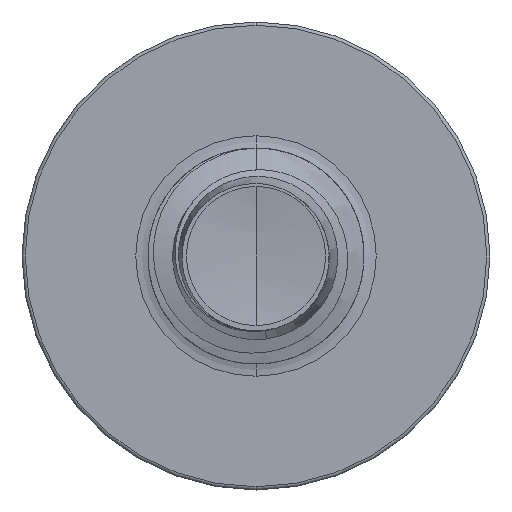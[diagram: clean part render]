
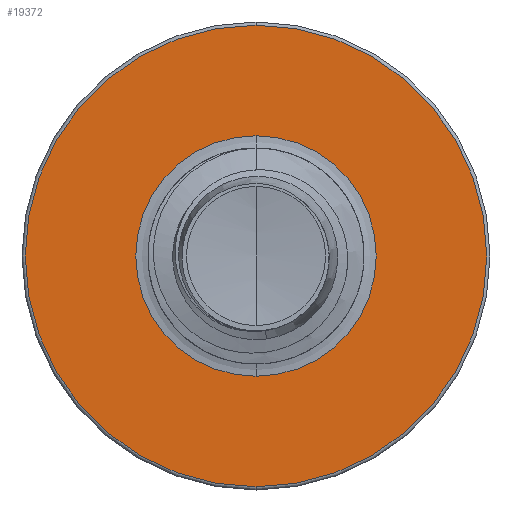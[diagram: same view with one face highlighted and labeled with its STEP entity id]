
A CAD part, front view. The second image highlights one B-rep face of the part: STEP entity #19372.
In plain terms, the highlighted planar face has unit normal (0, -1, 0).
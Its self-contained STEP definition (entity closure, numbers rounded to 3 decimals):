
#470 = CARTESIAN_POINT ( 'NONE',  ( 0., 9., -1.67 ) ) ;
#1885 = DIRECTION ( 'NONE',  ( 0., 1., 0. ) ) ;
#2512 = DIRECTION ( 'NONE',  ( 0., 1., 0. ) ) ;
#2581 = ORIENTED_EDGE ( 'NONE', *, *, #7867, .T. ) ;
#2840 = VERTEX_POINT ( 'NONE', #10090 ) ;
#3396 = EDGE_LOOP ( 'NONE', ( #21907, #2581 ) ) ;
#4007 = DIRECTION ( 'NONE',  ( 0., 1., 0. ) ) ;
#4997 = EDGE_CURVE ( 'NONE', #2840, #13729, #23716, .T. ) ;
#5437 = CIRCLE ( 'NONE', #11280, 1.67 ) ;
#7197 = DIRECTION ( 'NONE',  ( 0., 0., 1. ) ) ;
#7867 = EDGE_CURVE ( 'NONE', #17444, #12579, #15938, .T. ) ;
#7892 = AXIS2_PLACEMENT_3D ( 'NONE', #13986, #1885, #15766 ) ;
#8767 = CARTESIAN_POINT ( 'NONE',  ( 0., 9., -1.67 ) ) ;
#9198 = EDGE_CURVE ( 'NONE', #13729, #2840, #22992, .T. ) ;
#9226 = CARTESIAN_POINT ( 'NONE',  ( 0., 9., 1.67 ) ) ;
#9267 = CARTESIAN_POINT ( 'NONE',  ( 0., 9., -3.205 ) ) ;
#10090 = CARTESIAN_POINT ( 'NONE',  ( 0., 9., 3.205 ) ) ;
#10747 = AXIS2_PLACEMENT_3D ( 'NONE', #21466, #10995, #23091 ) ;
#10995 = DIRECTION ( 'NONE',  ( 0., 1., 0. ) ) ;
#11280 = AXIS2_PLACEMENT_3D ( 'NONE', #14500, #2512, #16258 ) ;
#12579 = VERTEX_POINT ( 'NONE', #9226 ) ;
#12764 = ORIENTED_EDGE ( 'NONE', *, *, #9198, .F. ) ;
#13097 = FACE_BOUND ( 'NONE', #3396, .T. ) ;
#13406 = EDGE_CURVE ( 'NONE', #12579, #17444, #5437, .T. ) ;
#13655 = FACE_OUTER_BOUND ( 'NONE', #17791, .T. ) ;
#13729 = VERTEX_POINT ( 'NONE', #9267 ) ;
#13986 = CARTESIAN_POINT ( 'NONE',  ( 0., 9., 0. ) ) ;
#14500 = CARTESIAN_POINT ( 'NONE',  ( 0., 9., 0. ) ) ;
#15665 = CARTESIAN_POINT ( 'NONE',  ( 0., 9., 0. ) ) ;
#15766 = DIRECTION ( 'NONE',  ( 0., 0., 1. ) ) ;
#15938 = CIRCLE ( 'NONE', #10747, 1.67 ) ;
#15957 = AXIS2_PLACEMENT_3D ( 'NONE', #15665, #4007, #17393 ) ;
#16258 = DIRECTION ( 'NONE',  ( 0., 0., 1. ) ) ;
#17393 = DIRECTION ( 'NONE',  ( 0., 0., 1. ) ) ;
#17444 = VERTEX_POINT ( 'NONE', #8767 ) ;
#17791 = EDGE_LOOP ( 'NONE', ( #21391, #12764 ) ) ;
#18280 = DIRECTION ( 'NONE',  ( 0., 1., 0. ) ) ;
#19372 = ADVANCED_FACE ( 'NONE', ( #13655, #13097 ), #23182, .F. ) ;
#19552 = AXIS2_PLACEMENT_3D ( 'NONE', #470, #18280, #7197 ) ;
#21391 = ORIENTED_EDGE ( 'NONE', *, *, #4997, .F. ) ;
#21466 = CARTESIAN_POINT ( 'NONE',  ( 0., 9., 0. ) ) ;
#21907 = ORIENTED_EDGE ( 'NONE', *, *, #13406, .T. ) ;
#22992 = CIRCLE ( 'NONE', #15957, 3.205 ) ;
#23091 = DIRECTION ( 'NONE',  ( 0., 0., 1. ) ) ;
#23182 = PLANE ( 'NONE',  #19552 ) ;
#23716 = CIRCLE ( 'NONE', #7892, 3.205 ) ;
